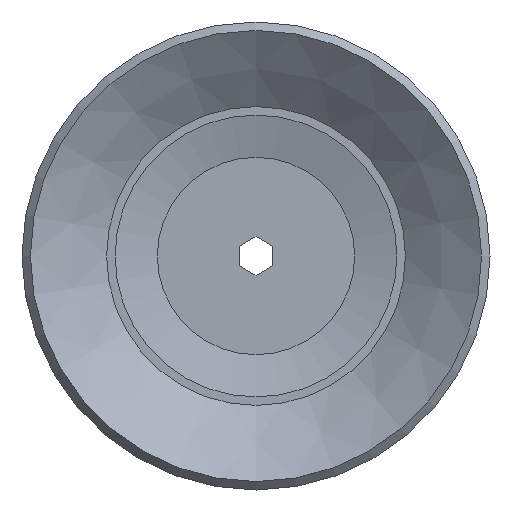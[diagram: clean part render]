
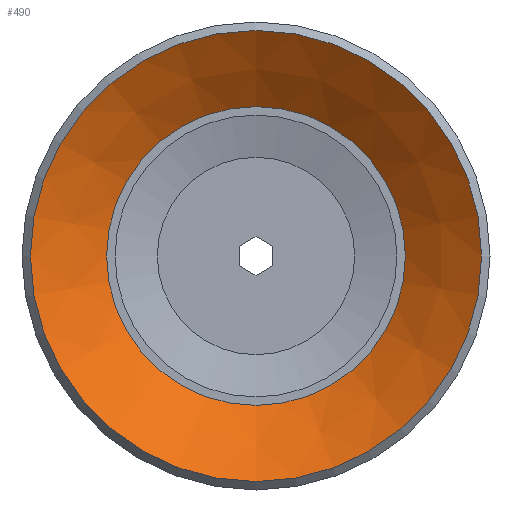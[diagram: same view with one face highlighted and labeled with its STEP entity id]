
A CAD part, front view. The second image highlights one B-rep face of the part: STEP entity #490.
In plain terms, the highlighted conical face has half-angle 53.171 degrees and reference radius 20 mm.
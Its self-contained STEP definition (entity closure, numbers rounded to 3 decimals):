
#71=CONICAL_SURFACE('',#525,20.,0.928);
#89=ORIENTED_EDGE('',*,*,#155,.F.);
#90=ORIENTED_EDGE('',*,*,#154,.T.);
#154=EDGE_CURVE('',#189,#189,#218,.T.);
#155=EDGE_CURVE('',#190,#190,#219,.T.);
#189=VERTEX_POINT('',#674);
#190=VERTEX_POINT('',#677);
#218=CIRCLE('',#524,20.);
#219=CIRCLE('',#526,13.25);
#240=EDGE_LOOP('',(#89));
#241=EDGE_LOOP('',(#90));
#282=FACE_BOUND('',#240,.T.);
#283=FACE_BOUND('',#241,.T.);
#490=ADVANCED_FACE('',(#282,#283),#71,.F.);
#524=AXIS2_PLACEMENT_3D('',#673,#577,#578);
#525=AXIS2_PLACEMENT_3D('',#675,#579,#580);
#526=AXIS2_PLACEMENT_3D('',#676,#581,#582);
#577=DIRECTION('',(0.,-1.,0.));
#578=DIRECTION('',(0.,0.,-1.));
#579=DIRECTION('',(0.,-1.,0.));
#580=DIRECTION('',(0.,0.,-1.));
#581=DIRECTION('',(0.,-1.,0.));
#582=DIRECTION('',(0.,0.,-1.));
#673=CARTESIAN_POINT('',(0.,0.,0.));
#674=CARTESIAN_POINT('',(0.,0.,-20.));
#675=CARTESIAN_POINT('',(0.,0.,0.));
#676=CARTESIAN_POINT('',(0.,5.055,0.));
#677=CARTESIAN_POINT('',(0.,5.055,-13.25));
